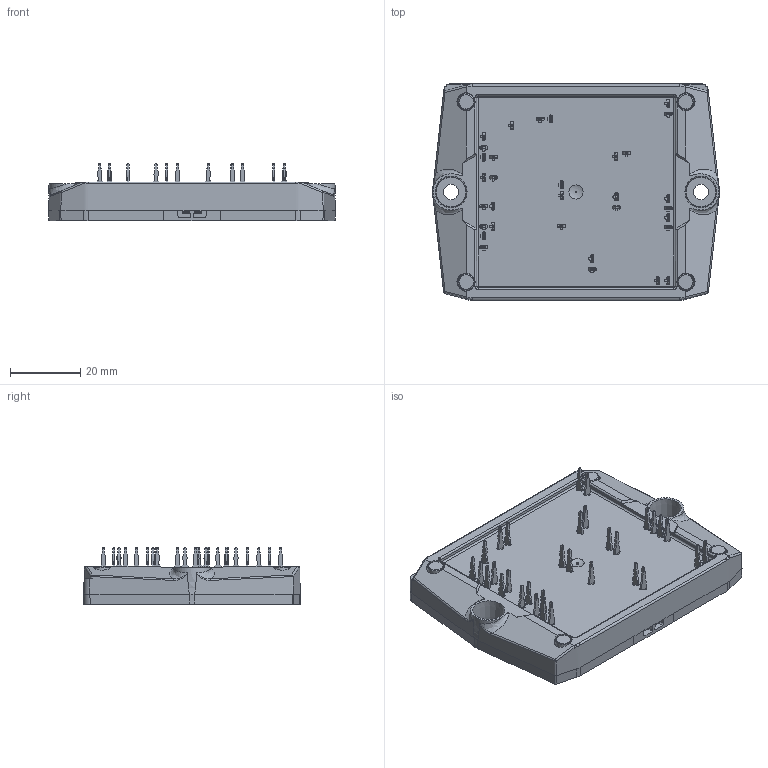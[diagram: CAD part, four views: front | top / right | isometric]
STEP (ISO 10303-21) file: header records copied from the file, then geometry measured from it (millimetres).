
FILE_DESCRIPTION(/* description */ ('Unknown'),/* implementation_level */ '2;1');
FILE_NAME(/* name */ 'FlowS3-0T120T-LR81(320)-01-OL',/* time_stamp */ '2025-02-06T15:01:27+01:00',/* author */ ('Unknown'),/* organization */ ('Unknown'),/* preprocessor_version */ 'ST-DEVELOPER v18.104',/* originating_system */ 'Solid Edge',/* authorisation */ 'Unknown');
FILE_SCHEMA (('AUTOMOTIVE_DESIGN {1 0 10303 214 3 1 1}'));
Products named in the file (1): FlowS3-0T120T-LR81-OL
Bounding box: 81.54 x 61.55 x 16.43 mm (x, y, z)
Volume: 41482.7 mm3; surface area: 19008.7 mm2
Topology: 1 solids, 1 shells, 2174 faces, 5966 edges, 3880 vertices
Faces by surface type: plane 1139, cylinder 602, cone 320, bspline 96, torus 9, sphere 8
Full cylindrical faces by diameter (mm): 0.5 x1, 4 x1, 4.4 x2, 10.4 x2
Entity records: 87631 total; most frequent: CARTESIAN_POINT 17438, ORIENTED_EDGE 11842, DIRECTION 11133, EDGE_CURVE 5921, VERTEX_POINT 3866, AXIS2_PLACEMENT_3D 3781, LINE 3571, VECTOR 3571
